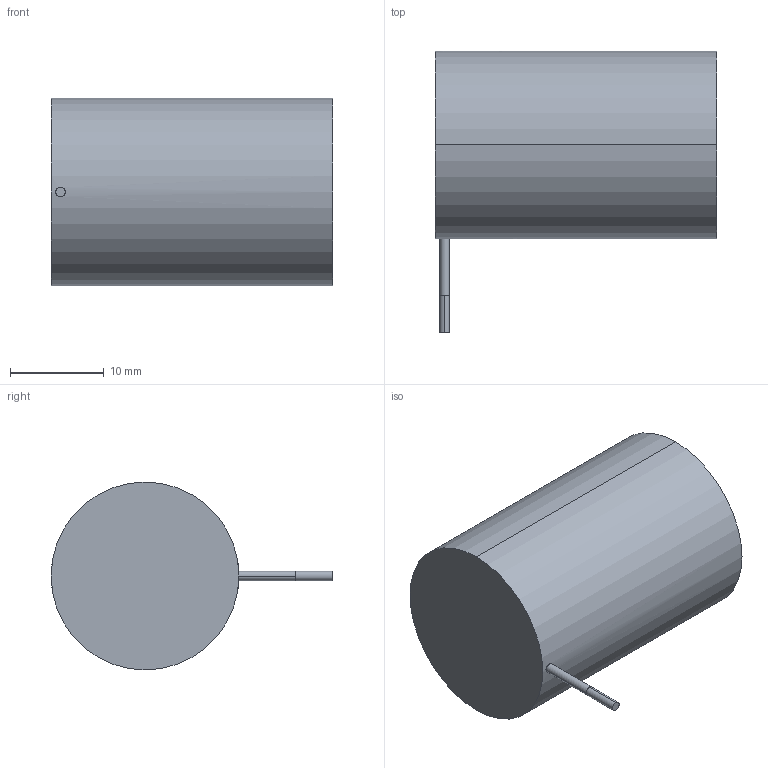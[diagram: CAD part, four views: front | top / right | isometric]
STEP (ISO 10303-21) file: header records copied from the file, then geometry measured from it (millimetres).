
FILE_DESCRIPTION((''),'2;1');
FILE_NAME('PLUNGER_ASM','2015-04-24T',('SESA69708'),('Schneider-Electric'),'PRO/ENGINEER BY PARAMETRIC TECHNOLOGY CORPORATION, 2012420','PRO/ENGINEER BY PARAMETRIC TECHNOLOGY CORPORATION, 2012420','');
FILE_SCHEMA(('CONFIG_CONTROL_DESIGN'));
Length unit declared in the file: millimetre
Products named in the file (3): PRT0005; PRT0006; PLUNGER_ASM
Assembly tree (2 placements, depth 2):
  PLUNGER_ASM
    PRT0005
    PRT0006
Bounding box: 30 x 30 x 20 mm (x, y, z)
Volume: 9432.7 mm3; surface area: 2670.5 mm2
Topology: 2 solids, 2 shells, 13 faces, 24 edges, 16 vertices
Faces by surface type: cylinder 8, plane 5
Entity records: 462 total; most frequent: CARTESIAN_POINT 106, DIRECTION 68, ORIENTED_EDGE 48, AXIS2_PLACEMENT_3D 30, EDGE_CURVE 24, VERTEX_POINT 16, EDGE_LOOP 16, FACE_OUTER_BOUND 13
